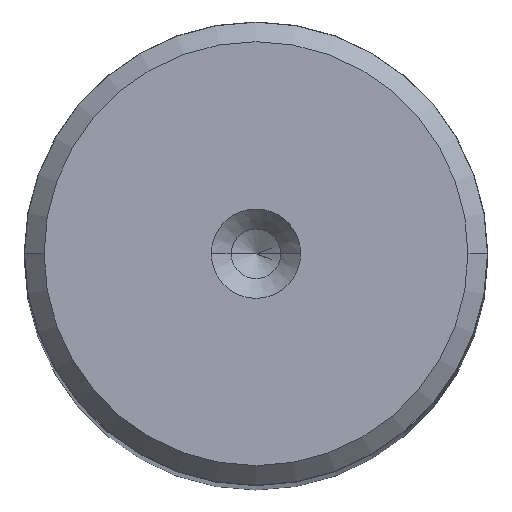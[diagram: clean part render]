
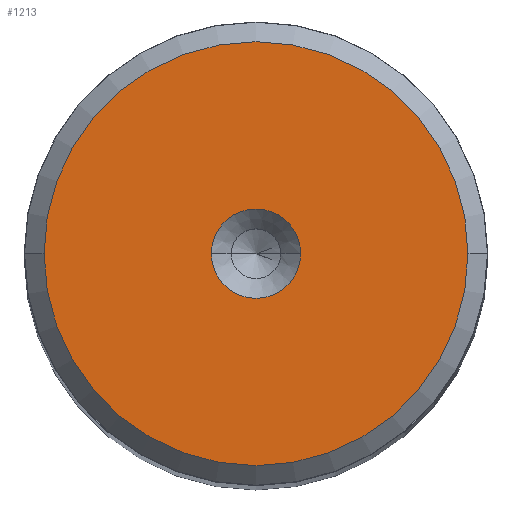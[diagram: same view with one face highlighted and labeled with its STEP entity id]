
A CAD part, top view. The second image highlights one B-rep face of the part: STEP entity #1213.
In plain terms, the highlighted planar face has unit normal (0, 0, 1).
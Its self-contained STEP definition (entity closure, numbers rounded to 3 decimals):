
#8 = EDGE_LOOP ( 'NONE', ( #1283, #1993 ) ) ;
#27 = DIRECTION ( 'NONE',  ( 0., 0., 1. ) ) ;
#102 = AXIS2_PLACEMENT_3D ( 'NONE', #2673, #2035, #1428 ) ;
#103 = CARTESIAN_POINT ( 'NONE',  ( 0., 0., 160. ) ) ;
#243 = CARTESIAN_POINT ( 'NONE',  ( 0., 0., 160. ) ) ;
#312 = DIRECTION ( 'NONE',  ( 0., 0., 1. ) ) ;
#384 = EDGE_CURVE ( 'NONE', #2589, #685, #588, .T. ) ;
#423 = CARTESIAN_POINT ( 'NONE',  ( -12.812, 0., 160. ) ) ;
#447 = DIRECTION ( 'NONE',  ( 1., 0., 0. ) ) ;
#588 = CIRCLE ( 'NONE', #2678, 2.7 ) ;
#685 = VERTEX_POINT ( 'NONE', #1658 ) ;
#703 = FACE_OUTER_BOUND ( 'NONE', #922, .T. ) ;
#846 = VERTEX_POINT ( 'NONE', #423 ) ;
#893 = CIRCLE ( 'NONE', #102, 12.812 ) ;
#922 = EDGE_LOOP ( 'NONE', ( #2485, #2528 ) ) ;
#1003 = CARTESIAN_POINT ( 'NONE',  ( 2.7, 0., 160. ) ) ;
#1013 = CARTESIAN_POINT ( 'NONE',  ( 12.812, 0., 160. ) ) ;
#1128 = EDGE_CURVE ( 'NONE', #846, #1662, #1175, .T. ) ;
#1175 = CIRCLE ( 'NONE', #2079, 12.812 ) ;
#1213 = ADVANCED_FACE ( 'NONE', ( #2457, #703 ), #1351, .T. ) ;
#1283 = ORIENTED_EDGE ( 'NONE', *, *, #384, .F. ) ;
#1351 = PLANE ( 'NONE',  #2251 ) ;
#1360 = AXIS2_PLACEMENT_3D ( 'NONE', #243, #1688, #447 ) ;
#1369 = DIRECTION ( 'NONE',  ( 1., 0., 0. ) ) ;
#1428 = DIRECTION ( 'NONE',  ( 1., 0., 0. ) ) ;
#1495 = EDGE_CURVE ( 'NONE', #685, #2589, #2455, .T. ) ;
#1565 = CARTESIAN_POINT ( 'NONE',  ( 0., 0., 160. ) ) ;
#1658 = CARTESIAN_POINT ( 'NONE',  ( -2.7, 0., 160. ) ) ;
#1662 = VERTEX_POINT ( 'NONE', #1013 ) ;
#1688 = DIRECTION ( 'NONE',  ( 0., 0., 1. ) ) ;
#1771 = DIRECTION ( 'NONE',  ( 0., 0., 1. ) ) ;
#1878 = DIRECTION ( 'NONE',  ( 1., 0., 0. ) ) ;
#1993 = ORIENTED_EDGE ( 'NONE', *, *, #1495, .F. ) ;
#2035 = DIRECTION ( 'NONE',  ( 0., 0., 1. ) ) ;
#2079 = AXIS2_PLACEMENT_3D ( 'NONE', #1565, #1771, #1369 ) ;
#2251 = AXIS2_PLACEMENT_3D ( 'NONE', #103, #312, #2605 ) ;
#2455 = CIRCLE ( 'NONE', #1360, 2.7 ) ;
#2457 = FACE_BOUND ( 'NONE', #8, .T. ) ;
#2475 = CARTESIAN_POINT ( 'NONE',  ( 0., 0., 160. ) ) ;
#2485 = ORIENTED_EDGE ( 'NONE', *, *, #1128, .T. ) ;
#2528 = ORIENTED_EDGE ( 'NONE', *, *, #2651, .T. ) ;
#2589 = VERTEX_POINT ( 'NONE', #1003 ) ;
#2605 = DIRECTION ( 'NONE',  ( 1., 0., 0. ) ) ;
#2651 = EDGE_CURVE ( 'NONE', #1662, #846, #893, .T. ) ;
#2673 = CARTESIAN_POINT ( 'NONE',  ( 0., 0., 160. ) ) ;
#2678 = AXIS2_PLACEMENT_3D ( 'NONE', #2475, #27, #1878 ) ;
